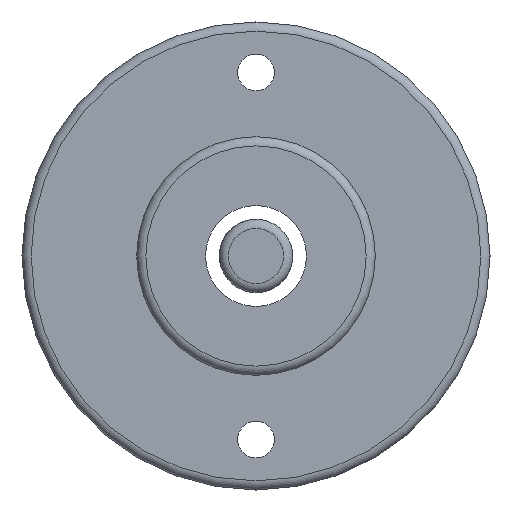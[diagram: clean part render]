
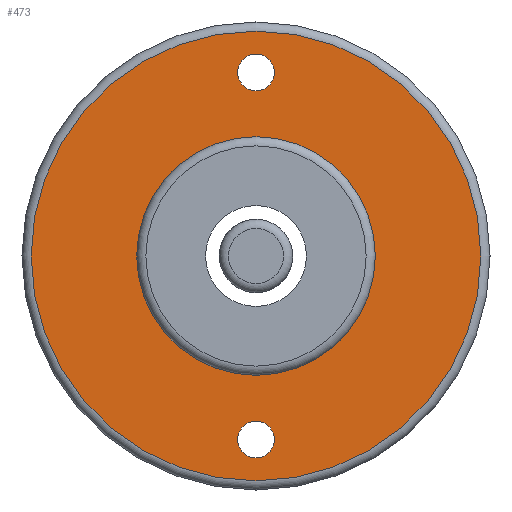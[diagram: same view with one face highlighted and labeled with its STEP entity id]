
A CAD part, front view. The second image highlights one B-rep face of the part: STEP entity #473.
In plain terms, the highlighted face is planar.
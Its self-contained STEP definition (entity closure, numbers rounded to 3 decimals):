
#45=PLANE('',#569);
#58=FACE_BOUND('',#159,.T.);
#59=FACE_BOUND('',#160,.T.);
#60=FACE_BOUND('',#161,.T.);
#126=FACE_OUTER_BOUND('',#158,.T.);
#158=EDGE_LOOP('',(#415,#416));
#159=EDGE_LOOP('',(#417));
#160=EDGE_LOOP('',(#418));
#161=EDGE_LOOP('',(#419));
#206=CIRCLE('',#558,13.);
#208=CIRCLE('',#562,24.5);
#212=CIRCLE('',#566,24.5);
#214=CIRCLE('',#570,2.);
#215=CIRCLE('',#571,2.);
#250=VERTEX_POINT('',#1230);
#252=VERTEX_POINT('',#1237);
#253=VERTEX_POINT('',#1238);
#257=VERTEX_POINT('',#1251);
#258=VERTEX_POINT('',#1253);
#304=EDGE_CURVE('',#250,#250,#206,.T.);
#306=EDGE_CURVE('',#252,#253,#208,.T.);
#310=EDGE_CURVE('',#253,#252,#212,.T.);
#313=EDGE_CURVE('',#257,#257,#214,.T.);
#314=EDGE_CURVE('',#258,#258,#215,.T.);
#415=ORIENTED_EDGE('',*,*,#306,.F.);
#416=ORIENTED_EDGE('',*,*,#310,.F.);
#417=ORIENTED_EDGE('',*,*,#304,.T.);
#418=ORIENTED_EDGE('',*,*,#313,.T.);
#419=ORIENTED_EDGE('',*,*,#314,.T.);
#473=ADVANCED_FACE('',(#126,#58,#59,#60),#45,.T.);
#558=AXIS2_PLACEMENT_3D('',#1232,#677,#678);
#562=AXIS2_PLACEMENT_3D('',#1239,#685,#686);
#566=AXIS2_PLACEMENT_3D('',#1245,#693,#694);
#569=AXIS2_PLACEMENT_3D('',#1250,#700,#701);
#570=AXIS2_PLACEMENT_3D('',#1252,#702,#703);
#571=AXIS2_PLACEMENT_3D('',#1254,#704,#705);
#677=DIRECTION('center_axis',(0.,-1.,0.));
#678=DIRECTION('ref_axis',(1.,0.,0.));
#685=DIRECTION('center_axis',(0.,-1.,0.));
#686=DIRECTION('ref_axis',(1.,0.,0.));
#693=DIRECTION('center_axis',(0.,-1.,0.));
#694=DIRECTION('ref_axis',(1.,0.,0.));
#700=DIRECTION('center_axis',(0.,1.,0.));
#701=DIRECTION('ref_axis',(1.,0.,0.));
#702=DIRECTION('center_axis',(0.,-1.,0.));
#703=DIRECTION('ref_axis',(1.,0.,0.));
#704=DIRECTION('center_axis',(0.,-1.,0.));
#705=DIRECTION('ref_axis',(1.,0.,0.));
#1230=CARTESIAN_POINT('',(-13.,1.,0.));
#1232=CARTESIAN_POINT('Origin',(0.,1.,0.));
#1237=CARTESIAN_POINT('',(-24.5,1.,0.));
#1238=CARTESIAN_POINT('',(0.,1.,-24.5));
#1239=CARTESIAN_POINT('Origin',(0.,1.,0.));
#1245=CARTESIAN_POINT('Origin',(0.,1.,0.));
#1250=CARTESIAN_POINT('Origin',(0.,1.,0.));
#1251=CARTESIAN_POINT('',(-2.,1.,-20.));
#1252=CARTESIAN_POINT('Origin',(0.,1.,-20.));
#1253=CARTESIAN_POINT('',(-2.,1.,20.));
#1254=CARTESIAN_POINT('Origin',(0.,1.,20.));
